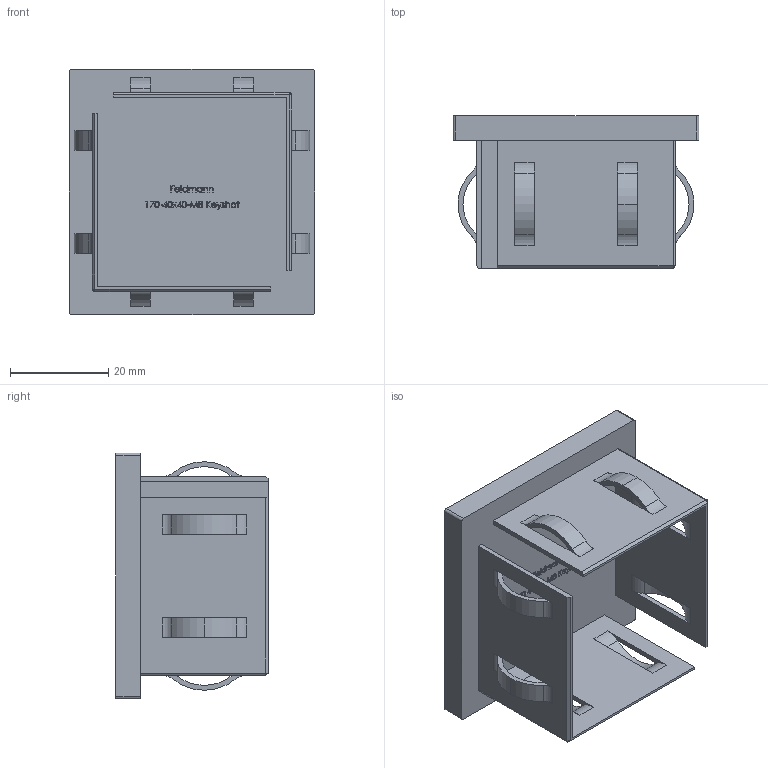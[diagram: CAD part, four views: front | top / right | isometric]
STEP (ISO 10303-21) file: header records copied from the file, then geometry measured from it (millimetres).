
FILE_DESCRIPTION (( 'STEP AP203' ), '1' );
FILE_NAME ('170-50x50.step', '2019-09-16T11:01:04', ( '' ), ( '' ), 'SwSTEP 2.0', 'SolidWorks 2015', '' );
FILE_SCHEMA (( 'CONFIG_CONTROL_DESIGN' ));
Length unit declared in the file: millimetre
Products named in the file (1): 170-50x50
Bounding box: 50 x 31 x 50 mm (x, y, z)
Volume: 16251.3 mm3; surface area: 14063.9 mm2
Topology: 1 solids, 1 shells, 463 faces, 1272 edges, 834 vertices
Faces by surface type: plane 264, bspline 135, cylinder 62, cone 2
Entity records: 21831 total; most frequent: CARTESIAN_POINT 10727, ORIENTED_EDGE 2540, DIRECTION 1814, EDGE_CURVE 1270, LINE 844, VECTOR 844, VERTEX_POINT 834, EDGE_LOOP 520
